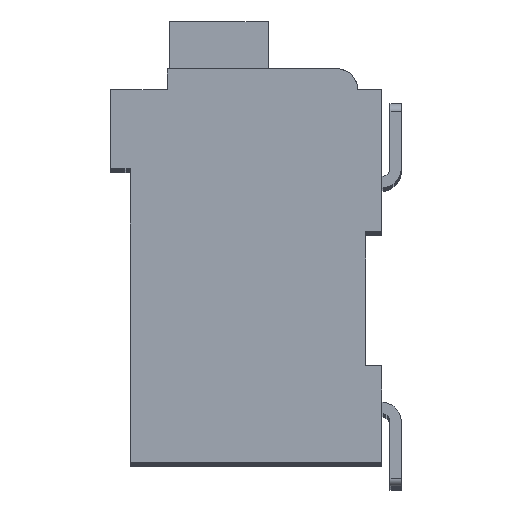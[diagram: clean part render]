
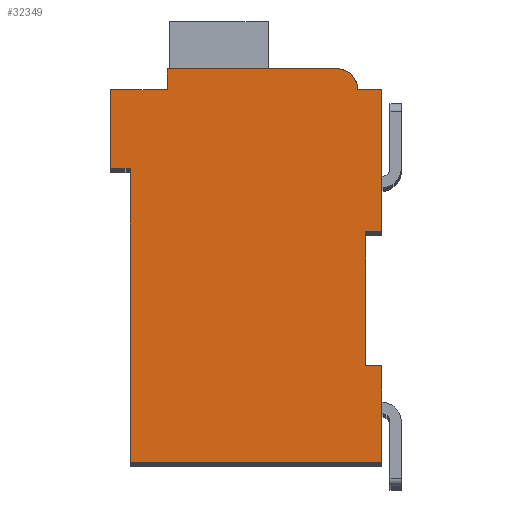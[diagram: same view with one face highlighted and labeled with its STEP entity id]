
A CAD part, top view. The second image highlights one B-rep face of the part: STEP entity #32349.
In plain terms, the highlighted planar face has unit normal (0, 0, 1).
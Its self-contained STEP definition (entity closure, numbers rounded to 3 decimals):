
#9950=DIRECTION('',(1.,0.,0.));
#9951=VECTOR('',#9950,0.5);
#9952=CARTESIAN_POINT('',(7.3,7.15,2.1));
#9953=LINE('',#9952,#9951);
#9954=DIRECTION('',(0.,1.,0.));
#9955=VECTOR('',#9954,4.15);
#9956=CARTESIAN_POINT('',(7.3,3.,2.1));
#9957=LINE('',#9956,#9955);
#9958=DIRECTION('',(-1.,0.,0.));
#9959=VECTOR('',#9958,0.5);
#9960=CARTESIAN_POINT('',(7.8,3.,2.1));
#9961=LINE('',#9960,#9959);
#9962=DIRECTION('',(0.,1.,0.));
#9963=VECTOR('',#9962,3.);
#9964=CARTESIAN_POINT('',(7.8,0.,2.1));
#9965=LINE('',#9964,#9963);
#9966=DIRECTION('',(1.,0.,0.));
#9967=VECTOR('',#9966,7.8);
#9968=CARTESIAN_POINT('',(0.,0.,2.1));
#9969=LINE('',#9968,#9967);
#9970=DIRECTION('',(0.,-1.,0.));
#9971=VECTOR('',#9970,9.1);
#9972=CARTESIAN_POINT('',(0.,9.1,2.1));
#9973=LINE('',#9972,#9971);
#9974=DIRECTION('',(1.,0.,0.));
#9975=VECTOR('',#9974,0.6);
#9976=CARTESIAN_POINT('',(-0.6,9.1,2.1));
#9977=LINE('',#9976,#9975);
#9978=DIRECTION('',(0.,-1.,0.));
#9979=VECTOR('',#9978,2.45);
#9980=CARTESIAN_POINT('',(-0.6,11.55,2.1));
#9981=LINE('',#9980,#9979);
#9982=DIRECTION('',(-1.,0.,0.));
#9983=VECTOR('',#9982,1.75);
#9984=CARTESIAN_POINT('',(1.15,11.55,2.1));
#9985=LINE('',#9984,#9983);
#9986=DIRECTION('',(0.,-1.,0.));
#9987=VECTOR('',#9986,0.65);
#9988=CARTESIAN_POINT('',(1.15,12.2,2.1));
#9989=LINE('',#9988,#9987);
#9990=DIRECTION('',(-1.,0.,0.));
#9991=VECTOR('',#9990,5.25);
#9992=CARTESIAN_POINT('',(6.4,12.2,2.1));
#9993=LINE('',#9992,#9991);
#9994=CARTESIAN_POINT('',(6.4,11.55,2.1));
#9995=DIRECTION('',(0.,0.,1.));
#9996=DIRECTION('',(1.,0.,0.));
#9997=AXIS2_PLACEMENT_3D('',#9994,#9995,#9996);
#9999=DIRECTION('',(-1.,0.,0.));
#10000=VECTOR('',#9999,0.75);
#10001=CARTESIAN_POINT('',(7.8,11.55,2.1));
#10002=LINE('',#10001,#10000);
#10003=DIRECTION('',(0.,1.,0.));
#10004=VECTOR('',#10003,4.4);
#10005=CARTESIAN_POINT('',(7.8,7.15,2.1));
#10006=LINE('',#10005,#10004);
#16189=CARTESIAN_POINT('',(7.3,7.15,2.1));
#16190=CARTESIAN_POINT('',(7.8,7.15,2.1));
#16191=VERTEX_POINT('',#16189);
#16192=VERTEX_POINT('',#16190);
#16193=CARTESIAN_POINT('',(7.8,11.55,2.1));
#16194=VERTEX_POINT('',#16193);
#16195=CARTESIAN_POINT('',(7.05,11.55,2.1));
#16196=VERTEX_POINT('',#16195);
#16197=CARTESIAN_POINT('',(6.4,12.2,2.1));
#16198=VERTEX_POINT('',#16197);
#16199=CARTESIAN_POINT('',(1.15,12.2,2.1));
#16200=VERTEX_POINT('',#16199);
#16201=CARTESIAN_POINT('',(1.15,11.55,2.1));
#16202=VERTEX_POINT('',#16201);
#16203=CARTESIAN_POINT('',(-0.6,11.55,2.1));
#16204=VERTEX_POINT('',#16203);
#16205=CARTESIAN_POINT('',(-0.6,9.1,2.1));
#16206=VERTEX_POINT('',#16205);
#16207=CARTESIAN_POINT('',(0.,9.1,2.1));
#16208=VERTEX_POINT('',#16207);
#16209=CARTESIAN_POINT('',(0.,0.,2.1));
#16210=VERTEX_POINT('',#16209);
#16211=CARTESIAN_POINT('',(7.8,0.,2.1));
#16212=VERTEX_POINT('',#16211);
#16213=CARTESIAN_POINT('',(7.8,3.,2.1));
#16214=VERTEX_POINT('',#16213);
#16215=CARTESIAN_POINT('',(7.3,3.,2.1));
#16216=VERTEX_POINT('',#16215);
#32328=CARTESIAN_POINT('',(0.,0.,2.1));
#32329=DIRECTION('',(0.,0.,1.));
#32330=DIRECTION('',(1.,0.,0.));
#32331=AXIS2_PLACEMENT_3D('',#32328,#32329,#32330);
#32332=PLANE('',#32331);
#32333=ORIENTED_EDGE('',*,*,#21282,.F.);
#32334=ORIENTED_EDGE('',*,*,#22038,.F.);
#32335=ORIENTED_EDGE('',*,*,#27696,.F.);
#32336=ORIENTED_EDGE('',*,*,#28111,.F.);
#32337=ORIENTED_EDGE('',*,*,#28594,.F.);
#32338=ORIENTED_EDGE('',*,*,#29235,.F.);
#32339=ORIENTED_EDGE('',*,*,#29500,.F.);
#32340=ORIENTED_EDGE('',*,*,#29749,.F.);
#32341=ORIENTED_EDGE('',*,*,#30125,.F.);
#32342=ORIENTED_EDGE('',*,*,#30848,.F.);
#32343=ORIENTED_EDGE('',*,*,#31416,.F.);
#32344=ORIENTED_EDGE('',*,*,#30176,.F.);
#32345=ORIENTED_EDGE('',*,*,#30649,.F.);
#32346=ORIENTED_EDGE('',*,*,#21933,.F.);
#32347=EDGE_LOOP('',(#32333,#32334,#32335,#32336,#32337,#32338,#32339,#32340,
#32341,#32342,#32343,#32344,#32345,#32346));
#32348=FACE_OUTER_BOUND('',#32347,.F.);
#9998=CIRCLE('',#9997,0.65);
#21282=EDGE_CURVE('',#16191,#16192,#9953,.T.);
#21933=EDGE_CURVE('',#16192,#16194,#10006,.T.);
#22038=EDGE_CURVE('',#16216,#16191,#9957,.T.);
#27696=EDGE_CURVE('',#16214,#16216,#9961,.T.);
#28111=EDGE_CURVE('',#16212,#16214,#9965,.T.);
#28594=EDGE_CURVE('',#16210,#16212,#9969,.T.);
#29235=EDGE_CURVE('',#16208,#16210,#9973,.T.);
#29500=EDGE_CURVE('',#16206,#16208,#9977,.T.);
#29749=EDGE_CURVE('',#16204,#16206,#9981,.T.);
#30125=EDGE_CURVE('',#16202,#16204,#9985,.T.);
#30176=EDGE_CURVE('',#16196,#16198,#9998,.T.);
#30649=EDGE_CURVE('',#16194,#16196,#10002,.T.);
#30848=EDGE_CURVE('',#16200,#16202,#9989,.T.);
#31416=EDGE_CURVE('',#16198,#16200,#9993,.T.);
#32349=ADVANCED_FACE('',(#32348),#32332,.T.);
